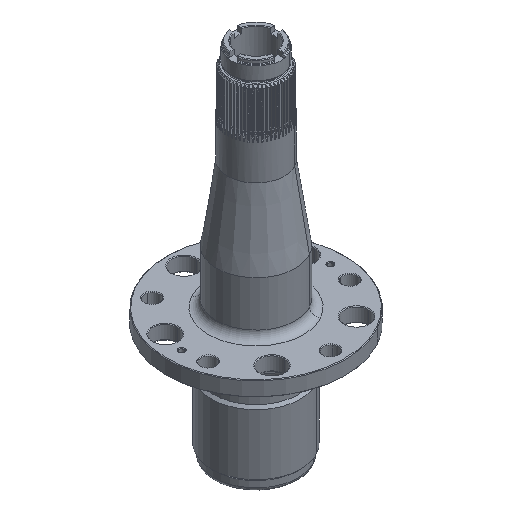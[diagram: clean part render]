
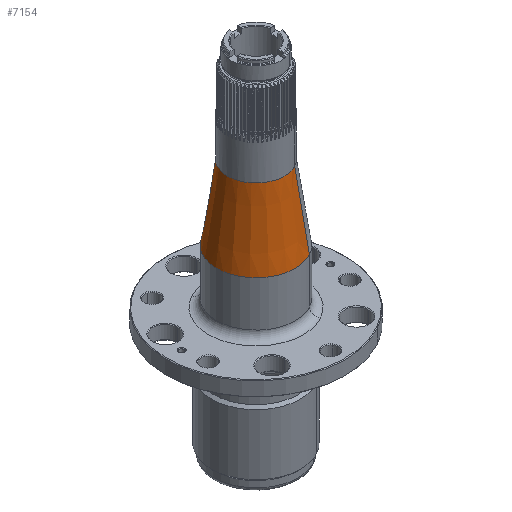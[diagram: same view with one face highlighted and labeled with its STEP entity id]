
A CAD part, isometric view. The second image highlights one B-rep face of the part: STEP entity #7154.
In plain terms, the highlighted conical face has half-angle 8.297 degrees and reference radius 23 mm.
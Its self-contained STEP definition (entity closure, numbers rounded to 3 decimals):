
#251=AXIS2_PLACEMENT_3D('Circle Axis2P3D',#249,#250,$) ;
#6919=AXIS2_PLACEMENT_3D('Circle Axis2P3D',#6917,#6918,$) ;
#7124=AXIS2_PLACEMENT_3D('Cone Axis2P3D',#7121,#7122,#7123) ;
#246=CARTESIAN_POINT('Vertex',(15.222,-27.863,55.)) ;
#249=CARTESIAN_POINT('Axis2P3D Location',(0.,0.,55.)) ;
#253=CARTESIAN_POINT('Vertex',(-15.222,27.863,55.)) ;
#6914=CARTESIAN_POINT('Vertex',(-11.027,20.184,115.)) ;
#6917=CARTESIAN_POINT('Axis2P3D Location',(0.,0.,115.)) ;
#6921=CARTESIAN_POINT('Vertex',(11.027,-20.184,115.)) ;
#7121=CARTESIAN_POINT('Axis2P3D Location',(0.,0.,115.)) ;
#7126=CARTESIAN_POINT('Line Origine',(-13.124,24.024,85.)) ;
#7136=CARTESIAN_POINT('Line Origine',(13.124,-24.024,85.)) ;
#250=DIRECTION('Axis2P3D Direction',(0.,0.,1.)) ;
#6918=DIRECTION('Axis2P3D Direction',(0.,0.,1.)) ;
#7122=DIRECTION('Axis2P3D Direction',(-0.,-0.,-1.)) ;
#7123=DIRECTION('Axis2P3D XDirection',(0.479,-0.878,0.)) ;
#7127=DIRECTION('Vector Direction',(-0.069,0.127,-0.99)) ;
#7137=DIRECTION('Vector Direction',(0.069,-0.127,-0.99)) ;
#7128=VECTOR('Line Direction',#7127,1.) ;
#7138=VECTOR('Line Direction',#7137,1.) ;
#7149=ORIENTED_EDGE('',*,*,#7140,.T.) ;
#7150=ORIENTED_EDGE('',*,*,#6923,.F.) ;
#7151=ORIENTED_EDGE('',*,*,#7130,.F.) ;
#7152=ORIENTED_EDGE('',*,*,#255,.T.) ;
#7154=ADVANCED_FACE('Corps principal',(#7153),#7125,.T.) ;
#252=CIRCLE('generated circle',#251,31.75) ;
#6920=CIRCLE('generated circle',#6919,23.) ;
#7125=CONICAL_SURFACE('Cone',#7124,23.,0.145) ;
#255=EDGE_CURVE('',#254,#247,#252,.T.) ;
#6923=EDGE_CURVE('',#6915,#6922,#6920,.T.) ;
#7130=EDGE_CURVE('',#254,#6915,#7129,.F.) ;
#7140=EDGE_CURVE('',#247,#6922,#7139,.F.) ;
#7148=EDGE_LOOP('',(#7149,#7150,#7151,#7152)) ;
#7153=FACE_OUTER_BOUND('',#7148,.T.) ;
#7129=LINE('Line',#7126,#7128) ;
#7139=LINE('Line',#7136,#7138) ;
#247=VERTEX_POINT('',#246) ;
#254=VERTEX_POINT('',#253) ;
#6915=VERTEX_POINT('',#6914) ;
#6922=VERTEX_POINT('',#6921) ;
